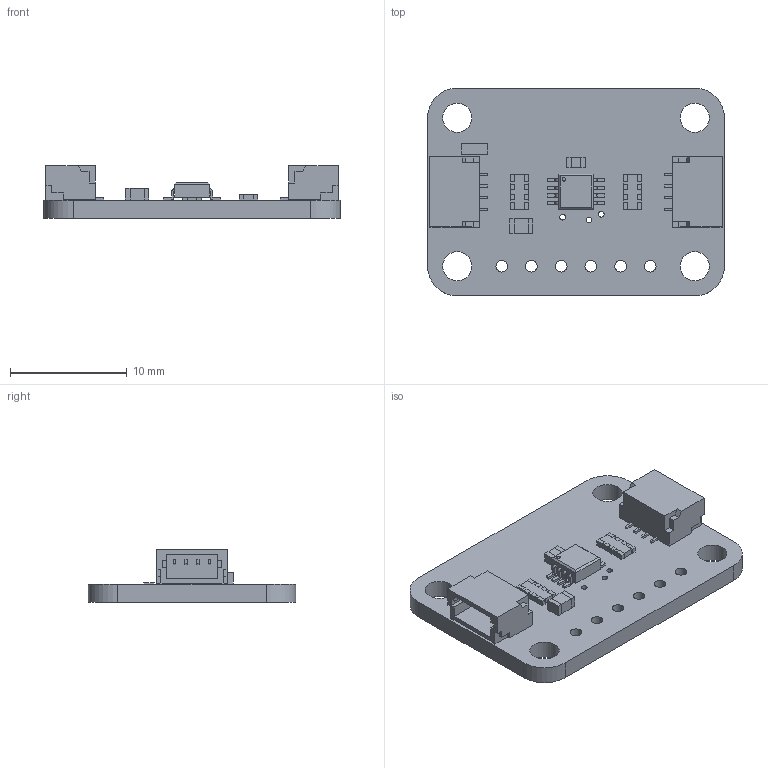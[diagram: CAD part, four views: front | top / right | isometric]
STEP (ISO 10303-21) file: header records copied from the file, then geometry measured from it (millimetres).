
FILE_DESCRIPTION(/* description */ (''),/* implementation_level */ '2;1');
FILE_NAME(/* name */ 'PCB Component.step',/* time_stamp */ '2022-10-05T12:56:23-04:00',/* author */ (''),/* organization */ (''),/* preprocessor_version */ 'ST-DEVELOPER v19',/* originating_system */ 'Autodesk Translation Framework v11.7.0.108',/* authorisation */ '');
FILE_SCHEMA (('AUTOMOTIVE_DESIGN { 1 0 10303 214 3 1 1 }'));
Length unit declared in the file: millimetre
Products named in the file (8): PCB Component; Board; 10uF; 0.1uF; 10K; STEMMA_I2C_QT; GREEN; MCP9808-E/MS
Assembly tree (9 placements, depth 2):
  PCB Component
    Board
    10uF
    0.1uF
    10K  x2
    STEMMA_I2C_QT  x2
    GREEN
    MCP9808-E/MS
Bounding box: 25.4 x 17.78 x 4.53 mm (x, y, z)
Volume: 767.4 mm3; surface area: 1497.6 mm2
Topology: 9 solids, 9 shells, 467 faces, 1282 edges, 852 vertices
Faces by surface type: plane 409, cylinder 58
Full cylindrical faces by diameter (mm): 0.3 x1, 0.483 x11, 1 x6, 2.5 x4
Entity records: 10534 total; most frequent: CARTESIAN_POINT 1761, ORIENTED_EDGE 1716, DIRECTION 1640, EDGE_CURVE 858, LINE 742, VECTOR 742, VERTEX_POINT 570, AXIS2_PLACEMENT_3D 449
